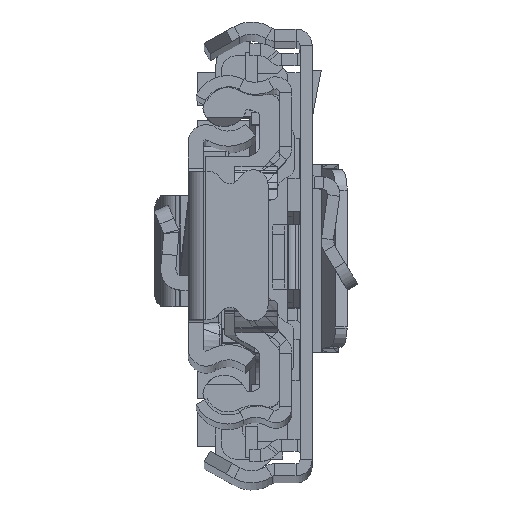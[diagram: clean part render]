
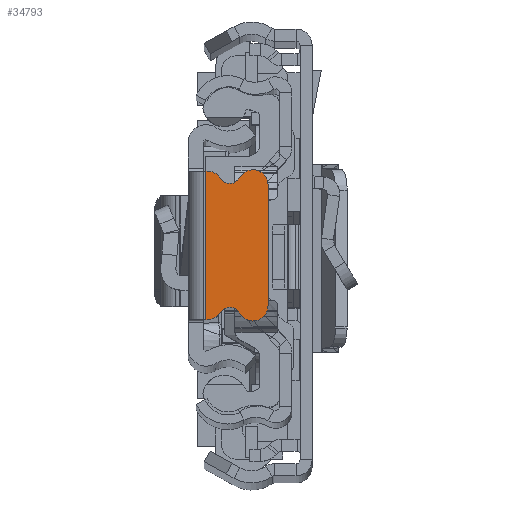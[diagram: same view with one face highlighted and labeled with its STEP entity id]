
A CAD part, top view. The second image highlights one B-rep face of the part: STEP entity #34793.
In plain terms, the highlighted planar face has unit normal (0, 0, 1).
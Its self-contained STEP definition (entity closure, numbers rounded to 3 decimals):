
#70 = AXIS2_PLACEMENT_3D ( 'NONE', #26205, #31114, #34101 ) ;
#1475 = DIRECTION ( 'NONE',  ( -1., 0., 0. ) ) ;
#1823 = DIRECTION ( 'NONE',  ( 1., 0., 0. ) ) ;
#1897 = CARTESIAN_POINT ( 'NONE',  ( -1.75, -7.37, 0. ) ) ;
#1903 = ORIENTED_EDGE ( 'NONE', *, *, #13721, .T. ) ;
#2592 = AXIS2_PLACEMENT_3D ( 'NONE', #10434, #5108, #21152 ) ;
#2906 = CARTESIAN_POINT ( 'NONE',  ( -7.929, -6., 0. ) ) ;
#2987 = CARTESIAN_POINT ( 'NONE',  ( -4.142, -7.236, 0. ) ) ;
#3416 = VERTEX_POINT ( 'NONE', #4930 ) ;
#3442 = DIRECTION ( 'NONE',  ( 0., -1., 0. ) ) ;
#3527 = DIRECTION ( 'NONE',  ( -1., 0., 0. ) ) ;
#4345 = EDGE_CURVE ( 'NONE', #33415, #5011, #21712, .T. ) ;
#4382 = DIRECTION ( 'NONE',  ( 0., 0., 1. ) ) ;
#4840 = VERTEX_POINT ( 'NONE', #14414 ) ;
#4930 = CARTESIAN_POINT ( 'NONE',  ( -1.75, 7.37, 0. ) ) ;
#5011 = VERTEX_POINT ( 'NONE', #7526 ) ;
#5108 = DIRECTION ( 'NONE',  ( 0., 0., 1. ) ) ;
#5907 = CARTESIAN_POINT ( 'NONE',  ( -7.929, -6., 0. ) ) ;
#6221 = VECTOR ( 'NONE', #13877, 1000. ) ;
#6238 = ORIENTED_EDGE ( 'NONE', *, *, #21070, .T. ) ;
#6275 = EDGE_CURVE ( 'NONE', #6310, #24383, #8291, .T. ) ;
#6310 = VERTEX_POINT ( 'NONE', #2906 ) ;
#6407 = EDGE_LOOP ( 'NONE', ( #8337, #28527, #25142, #8102, #1903, #6238, #25944, #29608, #11297, #34689 ) ) ;
#6761 = CARTESIAN_POINT ( 'NONE',  ( -1.929, 7.37, 0. ) ) ;
#6893 = DIRECTION ( 'NONE',  ( -1., 0., 0. ) ) ;
#6988 = DIRECTION ( 'NONE',  ( 0., 0., 1. ) ) ;
#7367 = EDGE_CURVE ( 'NONE', #31659, #3416, #18659, .T. ) ;
#7526 = CARTESIAN_POINT ( 'NONE',  ( -1.929, -7.37, 0. ) ) ;
#7909 = DIRECTION ( 'NONE',  ( 0., 0., 1. ) ) ;
#8102 = ORIENTED_EDGE ( 'NONE', *, *, #13768, .T. ) ;
#8186 = EDGE_CURVE ( 'NONE', #3416, #11610, #9299, .T. ) ;
#8291 = CIRCLE ( 'NONE', #24594, 1.5 ) ;
#8337 = ORIENTED_EDGE ( 'NONE', *, *, #8186, .F. ) ;
#8832 = VERTEX_POINT ( 'NONE', #15928 ) ;
#9299 = LINE ( 'NONE', #19841, #6221 ) ;
#9504 = PLANE ( 'NONE',  #70 ) ;
#10186 = AXIS2_PLACEMENT_3D ( 'NONE', #17441, #4382, #23061 ) ;
#10434 = CARTESIAN_POINT ( 'NONE',  ( -1.929, -5.87, 0. ) ) ;
#10656 = CARTESIAN_POINT ( 'NONE',  ( -5.109, -6.713, 0. ) ) ;
#11297 = ORIENTED_EDGE ( 'NONE', *, *, #4345, .T. ) ;
#11610 = VERTEX_POINT ( 'NONE', #1897 ) ;
#11970 = CIRCLE ( 'NONE', #17574, 1.5 ) ;
#13048 = CARTESIAN_POINT ( 'NONE',  ( -1.929, 7.37, 0. ) ) ;
#13721 = EDGE_CURVE ( 'NONE', #14303, #4840, #11970, .T. ) ;
#13768 = EDGE_CURVE ( 'NONE', #8832, #14303, #14769, .T. ) ;
#13877 = DIRECTION ( 'NONE',  ( 0., -1., 0. ) ) ;
#14303 = VERTEX_POINT ( 'NONE', #26707 ) ;
#14414 = CARTESIAN_POINT ( 'NONE',  ( -7.929, 6., 0. ) ) ;
#14611 = CIRCLE ( 'NONE', #20796, 1.1 ) ;
#14769 = CIRCLE ( 'NONE', #28264, 1.1 ) ;
#15838 = CARTESIAN_POINT ( 'NONE',  ( -6.429, -6., 0. ) ) ;
#15928 = CARTESIAN_POINT ( 'NONE',  ( -3.206, 6.658, 0. ) ) ;
#17117 = DIRECTION ( 'NONE',  ( 0., 0., -1. ) ) ;
#17441 = CARTESIAN_POINT ( 'NONE',  ( -1.929, 5.87, 0. ) ) ;
#17557 = CARTESIAN_POINT ( 'NONE',  ( -6.429, 6., 0. ) ) ;
#17574 = AXIS2_PLACEMENT_3D ( 'NONE', #17557, #6988, #1475 ) ;
#17904 = CARTESIAN_POINT ( 'NONE',  ( -4.142, 7.236, 0. ) ) ;
#18659 = LINE ( 'NONE', #13048, #23656 ) ;
#19841 = CARTESIAN_POINT ( 'NONE',  ( -1.75, 0., 0. ) ) ;
#20796 = AXIS2_PLACEMENT_3D ( 'NONE', #2987, #17117, #3527 ) ;
#21070 = EDGE_CURVE ( 'NONE', #4840, #6310, #22652, .T. ) ;
#21152 = DIRECTION ( 'NONE',  ( 1., 0., 0. ) ) ;
#21712 = CIRCLE ( 'NONE', #2592, 1.5 ) ;
#22652 = LINE ( 'NONE', #5907, #29265 ) ;
#23042 = VECTOR ( 'NONE', #6893, 1000. ) ;
#23061 = DIRECTION ( 'NONE',  ( -1., 0., 0. ) ) ;
#23084 = LINE ( 'NONE', #33456, #23042 ) ;
#23110 = CIRCLE ( 'NONE', #10186, 1.5 ) ;
#23391 = FACE_OUTER_BOUND ( 'NONE', #6407, .T. ) ;
#23656 = VECTOR ( 'NONE', #23776, 1000. ) ;
#23776 = DIRECTION ( 'NONE',  ( 1., 0., 0. ) ) ;
#24383 = VERTEX_POINT ( 'NONE', #10656 ) ;
#24594 = AXIS2_PLACEMENT_3D ( 'NONE', #15838, #7909, #34623 ) ;
#25142 = ORIENTED_EDGE ( 'NONE', *, *, #28086, .T. ) ;
#25944 = ORIENTED_EDGE ( 'NONE', *, *, #6275, .T. ) ;
#26205 = CARTESIAN_POINT ( 'NONE',  ( 397.771, 0., 0. ) ) ;
#26707 = CARTESIAN_POINT ( 'NONE',  ( -5.109, 6.713, 0. ) ) ;
#28086 = EDGE_CURVE ( 'NONE', #31659, #8832, #23110, .T. ) ;
#28264 = AXIS2_PLACEMENT_3D ( 'NONE', #17904, #28648, #1823 ) ;
#28527 = ORIENTED_EDGE ( 'NONE', *, *, #7367, .F. ) ;
#28648 = DIRECTION ( 'NONE',  ( 0., 0., -1. ) ) ;
#29265 = VECTOR ( 'NONE', #3442, 1000. ) ;
#29608 = ORIENTED_EDGE ( 'NONE', *, *, #31879, .T. ) ;
#29655 = CARTESIAN_POINT ( 'NONE',  ( -3.206, -6.658, 0. ) ) ;
#31114 = DIRECTION ( 'NONE',  ( 0., 0., 1. ) ) ;
#31659 = VERTEX_POINT ( 'NONE', #6761 ) ;
#31879 = EDGE_CURVE ( 'NONE', #24383, #33415, #14611, .T. ) ;
#32026 = EDGE_CURVE ( 'NONE', #11610, #5011, #23084, .T. ) ;
#33415 = VERTEX_POINT ( 'NONE', #29655 ) ;
#33456 = CARTESIAN_POINT ( 'NONE',  ( -1.929, -7.37, 0. ) ) ;
#34101 = DIRECTION ( 'NONE',  ( 1., 0., 0. ) ) ;
#34623 = DIRECTION ( 'NONE',  ( 1., 0., 0. ) ) ;
#34689 = ORIENTED_EDGE ( 'NONE', *, *, #32026, .F. ) ;
#34793 = ADVANCED_FACE ( 'NONE', ( #23391 ), #9504, .T. ) ;
